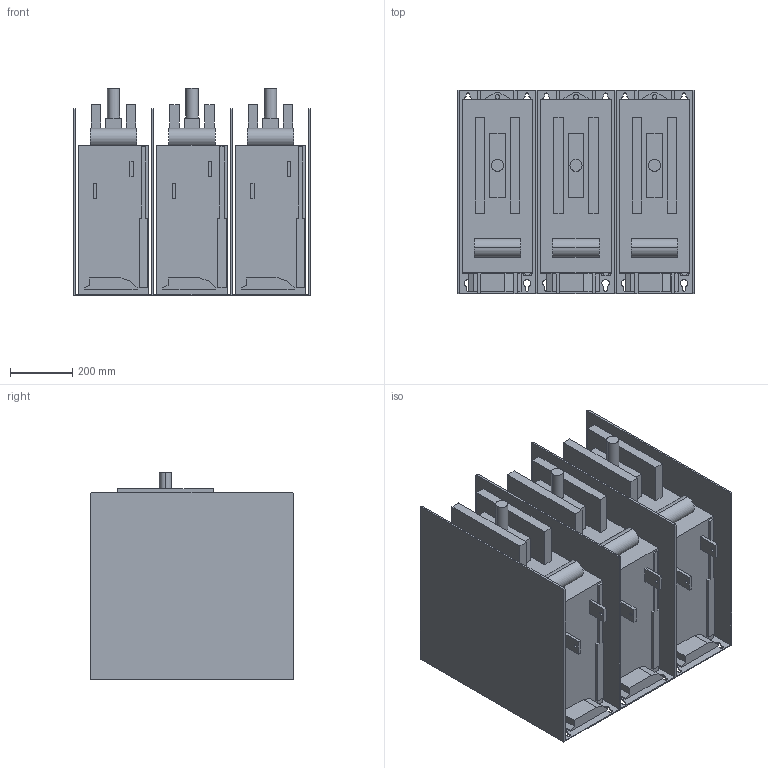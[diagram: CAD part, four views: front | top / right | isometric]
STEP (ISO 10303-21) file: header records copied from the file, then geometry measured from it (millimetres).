
FILE_DESCRIPTION (( 'STEP AP214' ), '1' );
FILE_NAME ('MVE-0500-610 SOLID.STEP', '2020-06-22T22:03:43', ( '' ), ( '' ), 'SwSTEP 2.0', 'SolidWorks 2019', '' );
FILE_SCHEMA (( 'AUTOMOTIVE_DESIGN' ));
Length unit declared in the file: millimetre
Products named in the file (1): MVE-0500-610 SOLID
Bounding box: 762 x 652 x 665.77 mm (x, y, z)
Volume: 203364350.7 mm3; surface area: 7628417.5 mm2
Topology: 16 solids, 16 shells, 419 faces, 1062 edges, 708 vertices
Faces by surface type: plane 306, cylinder 113
Entity records: 14401 total; most frequent: CARTESIAN_POINT 2190, DIRECTION 2128, ORIENTED_EDGE 2124, EDGE_CURVE 1062, LINE 836, VECTOR 836, VERTEX_POINT 708, AXIS2_PLACEMENT_3D 646
